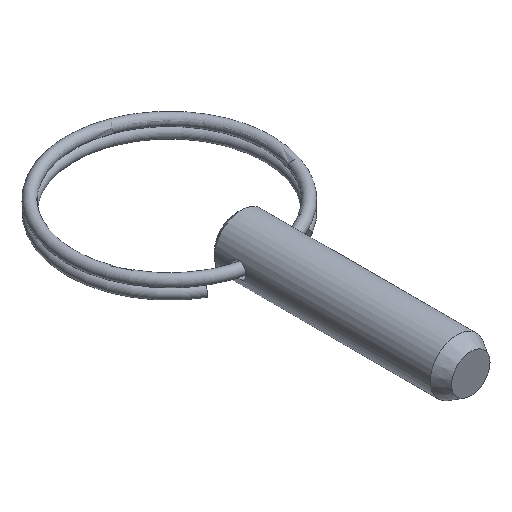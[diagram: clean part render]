
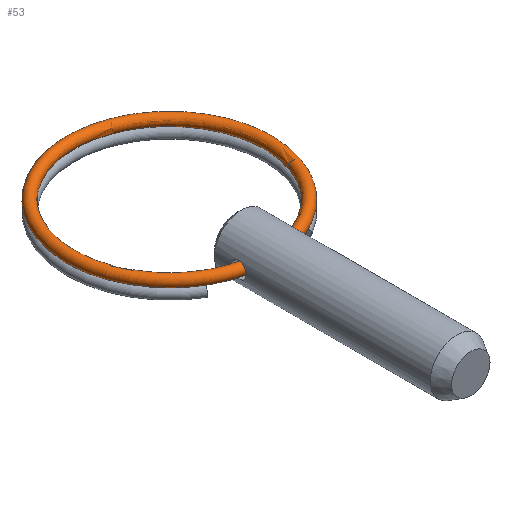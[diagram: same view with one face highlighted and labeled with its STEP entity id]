
A CAD part, isometric view. The second image highlights one B-rep face of the part: STEP entity #53.
In plain terms, the highlighted toroidal (fillet/blend) face has major radius 10.98 mm and minor radius 0.6 mm.
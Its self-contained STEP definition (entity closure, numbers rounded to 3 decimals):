
#53 = ADVANCED_FACE( '', ( #110, #111, #112 ), #113, .T. );
#110 = FACE_BOUND( '', #170, .T. );
#111 = FACE_BOUND( '', #171, .T. );
#112 = FACE_BOUND( '', #172, .T. );
#113 = TOROIDAL_SURFACE( '', #173, 10.98, 0.6 );
#170 = VERTEX_LOOP( '', #241 );
#171 = EDGE_LOOP( '', ( #242 ) );
#172 = EDGE_LOOP( '', ( #243, #244, #245, #246 ) );
#173 = AXIS2_PLACEMENT_3D( '', #247, #248, #249 );
#241 = VERTEX_POINT( '', #301 );
#242 = ORIENTED_EDGE( '', *, *, #284, .T. );
#243 = ORIENTED_EDGE( '', *, *, #302, .F. );
#244 = ORIENTED_EDGE( '', *, *, #303, .T. );
#245 = ORIENTED_EDGE( '', *, *, #304, .F. );
#246 = ORIENTED_EDGE( '', *, *, #288, .F. );
#247 = CARTESIAN_POINT( '', ( 0., 33.5, 0. ) );
#248 = DIRECTION( '', ( 0., 0., 1. ) );
#249 = DIRECTION( '', ( 1., 0., 0. ) );
#284 = EDGE_CURVE( '', #318, #318, #319, .T. );
#288 = EDGE_CURVE( '', #324, #323, #326, .F. );
#301 = CARTESIAN_POINT( '', ( 11.58, 33.5, 0. ) );
#302 = EDGE_CURVE( '', #343, #324, #344, .T. );
#303 = EDGE_CURVE( '', #343, #345, #346, .F. );
#304 = EDGE_CURVE( '', #323, #345, #347, .T. );
#318 = VERTEX_POINT( '', #394 );
#319 = B_SPLINE_CURVE_WITH_KNOTS( '', 3, ( #395, #396, #397, #398, #399, #400, #401, #402, #403, #404, #405, #406, #407, #408, #409, #410, #411, #412, #413, #414, #415, #416, #417, #418, #419, #420, #421, #422, #423, #424, #425, #426, #427, #428, #429, #430, #431, #432, #433, #434, #435, #436 ), .UNSPECIFIED., .T., .F., ( 2, 2, 2, 2, 2, 2, 2, 2, 2, 2, 2, 2, 2, 2, 2, 2, 2, 2, 2, 2, 2, 2, 2 ), ( 0., 0., 0., 0., 0.001, 0.001, 0.001, 0.002, 0.002, 0.003, 0.003, 0.003, 0.003, 0.003, 0.004, 0.004, 0.004, 0.005, 0.005, 0.006, 0.006, 0.006, 0.006 ), .UNSPECIFIED. );
#323 = VERTEX_POINT( '', #473 );
#324 = VERTEX_POINT( '', #474 );
#326 = CIRCLE( '', #476, 0.6 );
#343 = VERTEX_POINT( '', #526 );
#344 = CIRCLE( '', #527, 11.057 );
#345 = VERTEX_POINT( '', #528 );
#346 = CIRCLE( '', #529, 0.6 );
#347 = CIRCLE( '', #530, 10.903 );
#394 = CARTESIAN_POINT( '', ( -1.297, 22.014, -0.156 ) );
#395 = CARTESIAN_POINT( '', ( -1.255, 22.022, -0.206 ) );
#396 = CARTESIAN_POINT( '', ( -1.338, 22.005, -0.107 ) );
#397 = CARTESIAN_POINT( '', ( -1.364, 21.999, -0.043 ) );
#398 = CARTESIAN_POINT( '', ( -1.352, 22.002, 0.084 ) );
#399 = CARTESIAN_POINT( '', ( -1.315, 22.01, 0.142 ) );
#400 = CARTESIAN_POINT( '', ( -1.222, 22.029, 0.23 ) );
#401 = CARTESIAN_POINT( '', ( -1.167, 22.039, 0.262 ) );
#402 = CARTESIAN_POINT( '', ( -1.052, 22.056, 0.315 ) );
#403 = CARTESIAN_POINT( '', ( -0.991, 22.064, 0.335 ) );
#404 = CARTESIAN_POINT( '', ( -0.808, 22.085, 0.384 ) );
#405 = CARTESIAN_POINT( '', ( -0.683, 22.095, 0.404 ) );
#406 = CARTESIAN_POINT( '', ( -0.431, 22.11, 0.431 ) );
#407 = CARTESIAN_POINT( '', ( -0.304, 22.114, 0.439 ) );
#408 = CARTESIAN_POINT( '', ( 0.075, 22.121, 0.45 ) );
#409 = CARTESIAN_POINT( '', ( 0.327, 22.117, 0.444 ) );
#410 = CARTESIAN_POINT( '', ( 0.702, 22.094, 0.401 ) );
#411 = CARTESIAN_POINT( '', ( 0.827, 22.084, 0.381 ) );
#412 = CARTESIAN_POINT( '', ( 1.012, 22.062, 0.328 ) );
#413 = CARTESIAN_POINT( '', ( 1.072, 22.053, 0.307 ) );
#414 = CARTESIAN_POINT( '', ( 1.186, 22.035, 0.251 ) );
#415 = CARTESIAN_POINT( '', ( 1.241, 22.025, 0.216 ) );
#416 = CARTESIAN_POINT( '', ( 1.329, 22.007, 0.122 ) );
#417 = CARTESIAN_POINT( '', ( 1.36, 22., 0.06 ) );
#418 = CARTESIAN_POINT( '', ( 1.357, 22., -0.071 ) );
#419 = CARTESIAN_POINT( '', ( 1.323, 22.008, -0.131 ) );
#420 = CARTESIAN_POINT( '', ( 1.233, 22.027, -0.223 ) );
#421 = CARTESIAN_POINT( '', ( 1.177, 22.037, -0.257 ) );
#422 = CARTESIAN_POINT( '', ( 1.061, 22.055, -0.311 ) );
#423 = CARTESIAN_POINT( '', ( 1.001, 22.063, -0.332 ) );
#424 = CARTESIAN_POINT( '', ( 0.814, 22.085, -0.383 ) );
#425 = CARTESIAN_POINT( '', ( 0.688, 22.095, -0.403 ) );
#426 = CARTESIAN_POINT( '', ( 0.435, 22.11, -0.431 ) );
#427 = CARTESIAN_POINT( '', ( 0.307, 22.114, -0.439 ) );
#428 = CARTESIAN_POINT( '', ( -0.077, 22.121, -0.45 ) );
#429 = CARTESIAN_POINT( '', ( -0.335, 22.116, -0.444 ) );
#430 = CARTESIAN_POINT( '', ( -0.714, 22.093, -0.399 ) );
#431 = CARTESIAN_POINT( '', ( -0.839, 22.083, -0.379 ) );
#432 = CARTESIAN_POINT( '', ( -1.025, 22.06, -0.324 ) );
#433 = CARTESIAN_POINT( '', ( -1.086, 22.051, -0.302 ) );
#434 = CARTESIAN_POINT( '', ( -1.2, 22.033, -0.243 ) );
#435 = CARTESIAN_POINT( '', ( -1.255, 22.022, -0.206 ) );
#436 = CARTESIAN_POINT( '', ( -1.338, 22.005, -0.107 ) );
#473 = CARTESIAN_POINT( '', ( 5.451, 24.058, -0.595 ) );
#474 = CARTESIAN_POINT( '', ( 5.529, 23.924, -0.595 ) );
#476 = AXIS2_PLACEMENT_3D( '', #544, #545, #546 );
#526 = CARTESIAN_POINT( '', ( -5.529, 23.924, -0.595 ) );
#527 = AXIS2_PLACEMENT_3D( '', #559, #560, #561 );
#528 = CARTESIAN_POINT( '', ( -5.451, 24.058, -0.595 ) );
#529 = AXIS2_PLACEMENT_3D( '', #562, #563, #564 );
#530 = AXIS2_PLACEMENT_3D( '', #565, #566, #567 );
#544 = CARTESIAN_POINT( '', ( 5.49, 23.991, 0. ) );
#545 = DIRECTION( '', ( -0.866, -0.5, 0. ) );
#546 = DIRECTION( '', ( 0.5, -0.866, 0. ) );
#559 = CARTESIAN_POINT( '', ( 0., 33.5, -0.595 ) );
#560 = DIRECTION( '', ( 0., 0., -1. ) );
#561 = DIRECTION( '', ( -1., 0., 0. ) );
#562 = CARTESIAN_POINT( '', ( -5.49, 23.991, 0. ) );
#563 = DIRECTION( '', ( -0.866, 0.5, 0. ) );
#564 = DIRECTION( '', ( -0.5, -0.866, 0. ) );
#565 = CARTESIAN_POINT( '', ( 0., 33.5, -0.595 ) );
#566 = DIRECTION( '', ( 0., 0., 1. ) );
#567 = DIRECTION( '', ( 1., 0., 0. ) );
